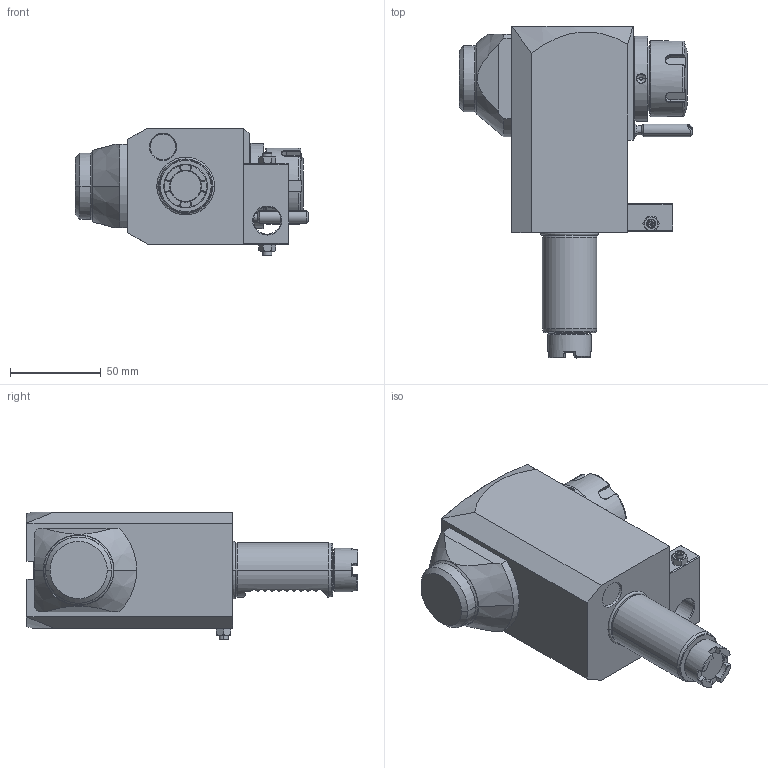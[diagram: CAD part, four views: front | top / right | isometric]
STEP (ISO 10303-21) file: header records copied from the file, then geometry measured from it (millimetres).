
FILE_DESCRIPTION((''),'2;1');
FILE_NAME('NGT1_30_241_25_3_1_85','2021-12-01T',('vali'),('NOVA GRUP'),'PRO/ENGINEER BY PARAMETRIC TECHNOLOGY CORPORATION, 2010280','PRO/ENGINEER BY PARAMETRIC TECHNOLOGY CORPORATION, 2010280','');
FILE_SCHEMA(('CONFIG_CONTROL_DESIGN'));
Length unit declared in the file: millimetre
Products named in the file (1): NGT1_30_241_25_3_1_85
Bounding box: 128.63 x 183 x 70.5 mm (x, y, z)
Volume: 610596.5 mm3; surface area: 59689.5 mm2
Topology: 1 solids, 1 shells, 487 faces, 1218 edges, 749 vertices
Faces by surface type: plane 216, cone 93, cylinder 90, bspline 72, torus 14, sphere 2
Entity records: 19931 total; most frequent: CARTESIAN_POINT 9126, ORIENTED_EDGE 2412, DIRECTION 1928, EDGE_CURVE 1206, VERTEX_POINT 749, AXIS2_PLACEMENT_3D 682, VECTOR 564, LINE 564
